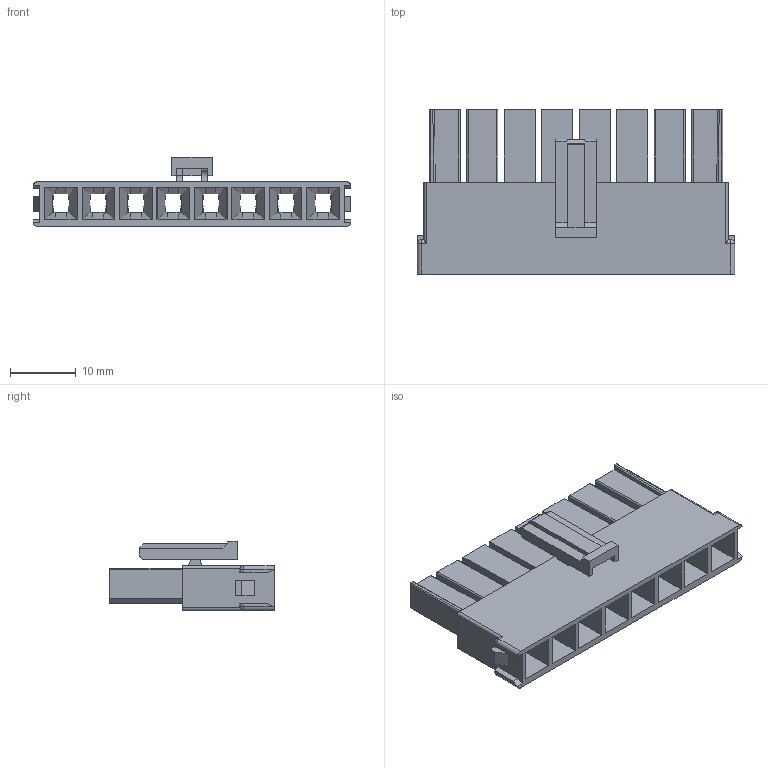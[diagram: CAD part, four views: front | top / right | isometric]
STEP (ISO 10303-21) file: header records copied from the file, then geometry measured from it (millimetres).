
FILE_DESCRIPTION(/* description */ ('Unknown'),/* implementation_level */ '2;1');
FILE_NAME(/* name */ '657008150201',/* time_stamp */ '2022-10-17T09:35:42+02:00',/* author */ ('Unknown'),/* organization */ ('Unknown'),/* preprocessor_version */ 'ST-DEVELOPER v16.7',/* originating_system */ 'Solid Edge',/* authorisation */ 'Unknown');
FILE_SCHEMA (('AUTOMOTIVE_DESIGN {1 0 10303 214 3 1 1}'));
Length unit declared in the file: millimetre
Products named in the file (2): 6570xx150201; 657008150201
Assembly tree (1 placements, depth 2):
  6570xx150201
    657008150201
Bounding box: 48.25 x 25 x 10.5 mm (x, y, z)
Volume: 3521.3 mm3; surface area: 7083.5 mm2
Topology: 1 solids, 1 shells, 535 faces, 1476 edges, 942 vertices
Faces by surface type: plane 460, cylinder 71, sphere 4
Entity records: 16714 total; most frequent: CARTESIAN_POINT 2967, ORIENTED_EDGE 2944, DIRECTION 2681, EDGE_CURVE 1472, LINE 1329, VECTOR 1329, VERTEX_POINT 942, AXIS2_PLACEMENT_3D 676
